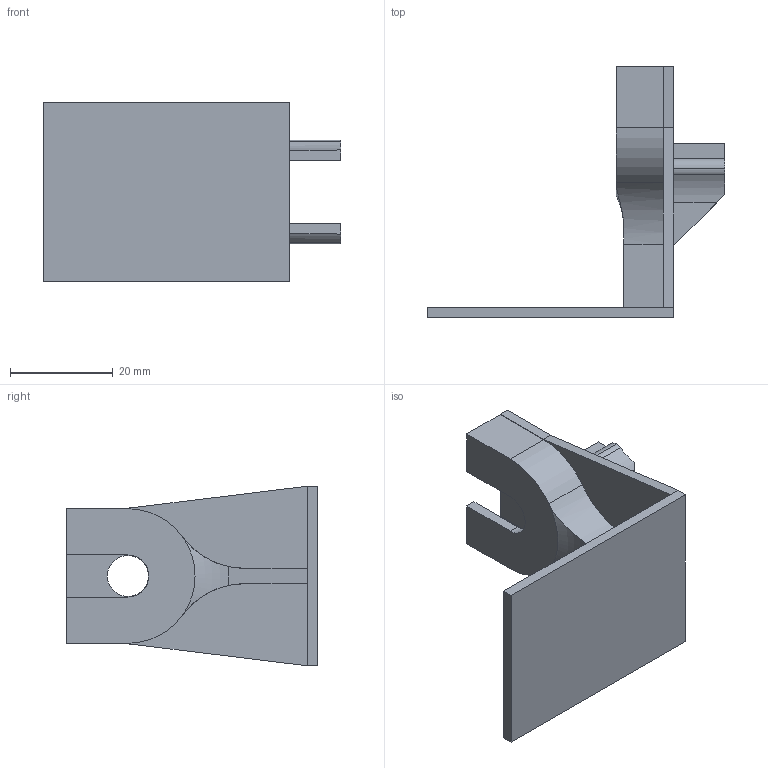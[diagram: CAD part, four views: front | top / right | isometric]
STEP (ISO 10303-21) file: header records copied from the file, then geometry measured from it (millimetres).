
FILE_DESCRIPTION (( 'STEP AP203' ), '1' );
FILE_NAME ('盓殤_等旋.', '2024-03-09T16:18:32', ( '' ), ( '' ), 'SwSTEP 2.0', 'SolidWorks 2022', '' );
FILE_SCHEMA (( 'CONFIG_CONTROL_DESIGN' ));
Length unit declared in the file: millimetre
Products named in the file (1): ﾖｧｼﾜ_ｵ･ｱﾛｦﾌ｣､｡ﾀ_|ｨｬ｡遙鐇ｨ､_
Bounding box: 58 x 49 x 35 mm (x, y, z)
Volume: 9293.8 mm3; surface area: 9491.6 mm2
Topology: 1 solids, 1 shells, 57 faces, 149 edges, 98 vertices
Faces by surface type: plane 39, cylinder 17, torus 1
Entity records: 1850 total; most frequent: CARTESIAN_POINT 337, ORIENTED_EDGE 298, DIRECTION 297, EDGE_CURVE 149, VECTOR 109, LINE 109, VERTEX_POINT 98, AXIS2_PLACEMENT_3D 94
